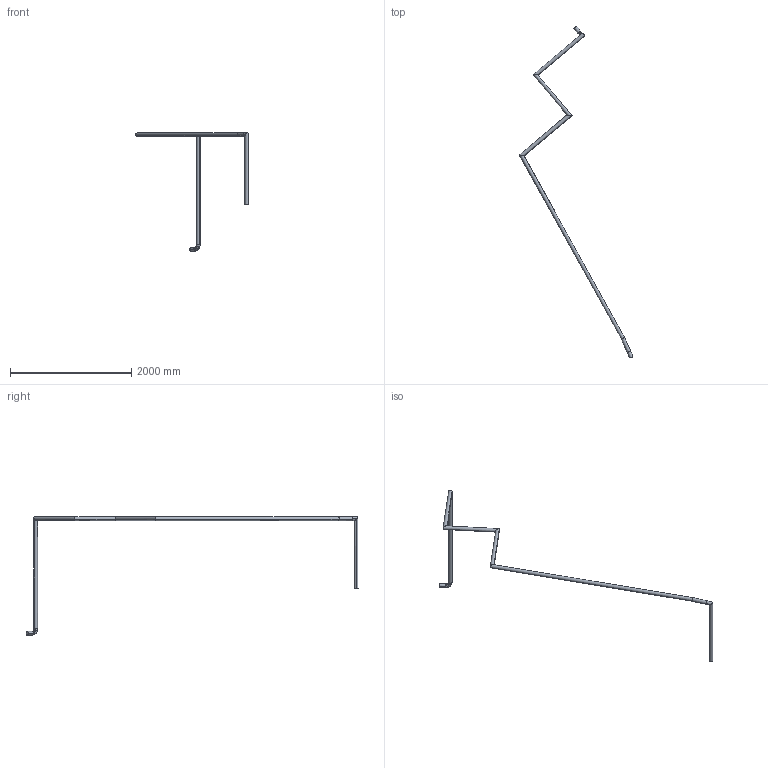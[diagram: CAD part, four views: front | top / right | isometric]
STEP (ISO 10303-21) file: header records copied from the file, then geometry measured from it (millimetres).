
FILE_DESCRIPTION(('STEP AP214'),'1');
FILE_NAME('EX_No3.stp','2019-06-18T14:45:49',(' '),(' '),'Spatial InterOp 3D',' ',' ');
FILE_SCHEMA(('AUTOMOTIVE_DESIGN { 1 0 10303 214 1 1 1 1 }'));
Length unit declared in the file: centimetre
Products named in the file (1): Solid31
Bounding box: 1865.13 x 5467.08 x 1945.3 mm (x, y, z)
Volume: 28144826.4 mm3; surface area: 1952787.9 mm2
Topology: 13 solids, 13 shells, 52 faces, 95 edges, 69 vertices
Faces by surface type: cylinder 26, plane 26
Entity records: 1929 total; most frequent: DIRECTION 294, CARTESIAN_POINT 229, ORIENTED_EDGE 190, AXIS2_PLACEMENT_3D 134, EDGE_CURVE 95, VERTEX_POINT 69, STYLED_ITEM 65, PRESENTATION_STYLE_ASSIGNMENT 65
